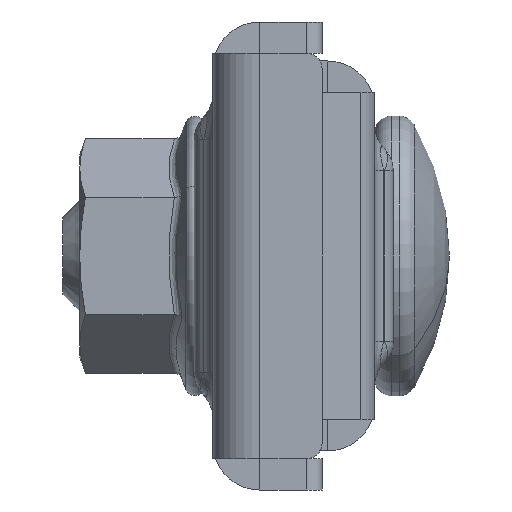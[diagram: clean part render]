
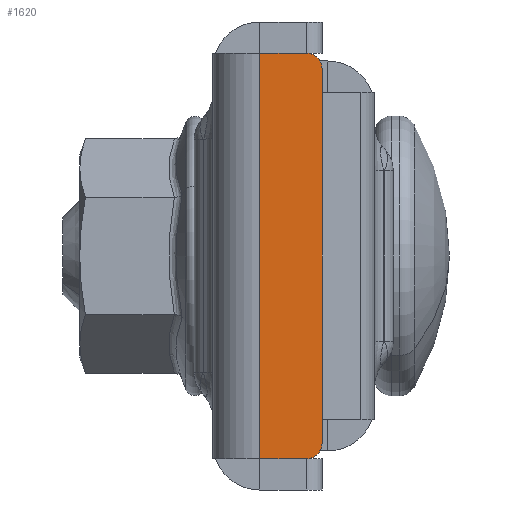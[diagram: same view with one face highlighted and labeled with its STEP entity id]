
A CAD part, left-side view. The second image highlights one B-rep face of the part: STEP entity #1620.
In plain terms, the highlighted planar face has unit normal (-1, 0, 0).
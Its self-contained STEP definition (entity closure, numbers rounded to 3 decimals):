
#1=CARTESIAN_POINT('',(-22.5,12.,6.));
#2=DIRECTION('',(-1.,0.,0.));
#3=DIRECTION('',(0.,0.,1.));
#4=AXIS2_PLACEMENT_3D('',#1,#2,#3);
#6=CARTESIAN_POINT('',(-22.5,-12.,6.));
#7=DIRECTION('',(-1.,0.,0.));
#8=DIRECTION('',(0.,-1.,0.));
#9=AXIS2_PLACEMENT_3D('',#6,#7,#8);
#15=DIRECTION('',(0.,0.,1.));
#16=VECTOR('',#15,3.);
#17=CARTESIAN_POINT('',(-22.5,13.,3.));
#18=LINE('',#17,#16);
#31=DIRECTION('',(0.,1.,0.));
#32=VECTOR('',#31,26.);
#33=CARTESIAN_POINT('',(-22.5,-13.,3.));
#34=LINE('',#33,#32);
#61=DIRECTION('',(0.,0.,1.));
#62=VECTOR('',#61,3.);
#63=CARTESIAN_POINT('',(-22.5,-13.,3.));
#64=LINE('',#63,#62);
#77=DIRECTION('',(0.,1.,0.));
#78=VECTOR('',#77,24.);
#79=CARTESIAN_POINT('',(-22.5,-12.,7.));
#80=LINE('',#79,#78);
#1337=CARTESIAN_POINT('',(-22.5,-13.,3.));
#1338=CARTESIAN_POINT('',(-22.5,13.,3.));
#1339=VERTEX_POINT('',#1337);
#1340=VERTEX_POINT('',#1338);
#1433=CARTESIAN_POINT('',(-22.5,12.,7.));
#1434=CARTESIAN_POINT('',(-22.5,13.,6.));
#1435=VERTEX_POINT('',#1433);
#1436=VERTEX_POINT('',#1434);
#1489=CARTESIAN_POINT('',(-22.5,-13.,6.));
#1490=CARTESIAN_POINT('',(-22.5,-12.,7.));
#1491=VERTEX_POINT('',#1489);
#1492=VERTEX_POINT('',#1490);
#1601=CARTESIAN_POINT('',(-22.5,-13.,0.));
#1602=DIRECTION('',(-1.,0.,0.));
#1603=DIRECTION('',(0.,0.,1.));
#1604=AXIS2_PLACEMENT_3D('',#1601,#1602,#1603);
#1605=PLANE('',#1604);
#1607=ORIENTED_EDGE('',*,*,#1606,.F.);
#1609=ORIENTED_EDGE('',*,*,#1608,.F.);
#1611=ORIENTED_EDGE('',*,*,#1610,.F.);
#1613=ORIENTED_EDGE('',*,*,#1612,.F.);
#1615=ORIENTED_EDGE('',*,*,#1614,.T.);
#1617=ORIENTED_EDGE('',*,*,#1616,.T.);
#1618=EDGE_LOOP('',(#1607,#1609,#1611,#1613,#1615,#1617));
#1619=FACE_OUTER_BOUND('',#1618,.F.);
#1620=ADVANCED_FACE('',(#1619),#1605,.T.);
#5=CIRCLE('',#4,1.);
#10=CIRCLE('',#9,1.);
#1606=EDGE_CURVE('',#1435,#1436,#5,.T.);
#1608=EDGE_CURVE('',#1492,#1435,#80,.T.);
#1610=EDGE_CURVE('',#1491,#1492,#10,.T.);
#1612=EDGE_CURVE('',#1339,#1491,#64,.T.);
#1614=EDGE_CURVE('',#1339,#1340,#34,.T.);
#1616=EDGE_CURVE('',#1340,#1436,#18,.T.);
